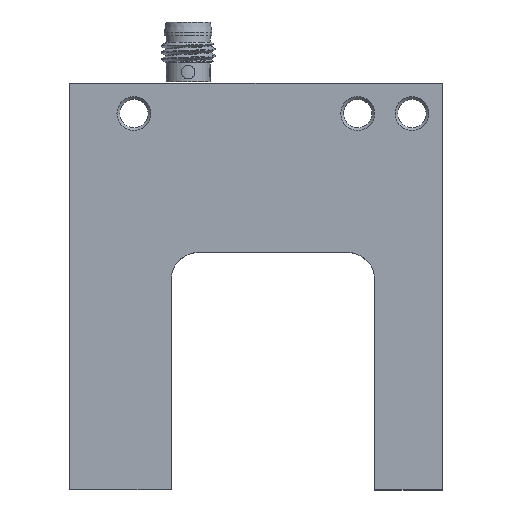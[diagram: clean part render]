
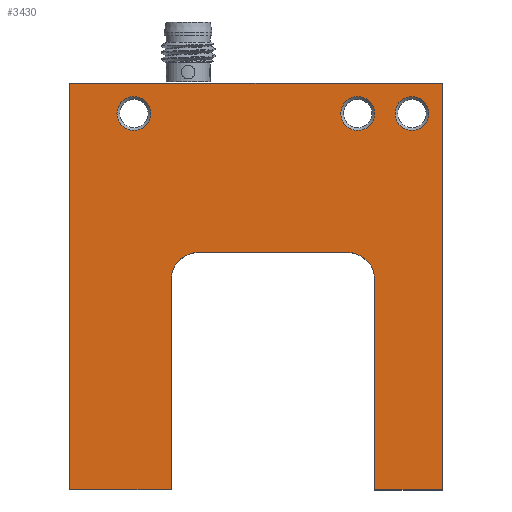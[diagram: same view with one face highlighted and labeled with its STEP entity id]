
A CAD part, top view. The second image highlights one B-rep face of the part: STEP entity #3430.
In plain terms, the highlighted planar face has unit normal (0, 0, 1).
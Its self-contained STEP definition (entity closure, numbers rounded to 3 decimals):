
#3171 = EDGE_CURVE ( 'NONE', #3185, #3187, #4892, .T. ) ;
#3185 = VERTEX_POINT ( 'NONE', #4926 ) ;
#3187 = VERTEX_POINT ( 'NONE', #5207 ) ;
#3213 = EDGE_CURVE ( 'NONE', #3455, #3471, #5175, .T. ) ;
#3322 = VERTEX_POINT ( 'NONE', #5143 ) ;
#3325 = VERTEX_POINT ( 'NONE', #5133 ) ;
#3332 = EDGE_LOOP ( 'NONE', ( #3955, #3954 ) ) ;
#3345 = EDGE_CURVE ( 'NONE', #3325, #3322, #5348, .T. ) ;
#3363 = EDGE_CURVE ( 'NONE', #3365, #3378, #5308, .T. ) ;
#3365 = VERTEX_POINT ( 'NONE', #5295 ) ;
#3378 = VERTEX_POINT ( 'NONE', #5297 ) ;
#3413 = EDGE_CURVE ( 'NONE', #3322, #3325, #5536, .T. ) ;
#3428 = EDGE_CURVE ( 'NONE', #3187, #3185, #5577, .T. ) ;
#3430 = ADVANCED_FACE ( 'NONE', ( #5513, #5553, #5580, #5579 ), #5587, .F. ) ;
#3431 = ORIENTED_EDGE ( 'NONE', *, *, #3428, .T. ) ;
#3436 = EDGE_CURVE ( 'NONE', #3455, #3653, #5483, .T. ) ;
#3439 = ORIENTED_EDGE ( 'NONE', *, *, #3171, .T. ) ;
#3445 = EDGE_LOOP ( 'NONE', ( #3439, #3431 ) ) ;
#3455 = VERTEX_POINT ( 'NONE', #5627 ) ;
#3471 = VERTEX_POINT ( 'NONE', #5731 ) ;
#3488 = VERTEX_POINT ( 'NONE', #5647 ) ;
#3496 = EDGE_CURVE ( 'NONE', #3488, #3517, #5750, .T. ) ;
#3510 = VERTEX_POINT ( 'NONE', #5930 ) ;
#3511 = EDGE_CURVE ( 'NONE', #3558, #3510, #5964, .T. ) ;
#3517 = VERTEX_POINT ( 'NONE', #5890 ) ;
#3526 = EDGE_CURVE ( 'NONE', #3510, #3601, #5882, .T. ) ;
#3546 = EDGE_CURVE ( 'NONE', #3378, #3365, #5814, .T. ) ;
#3558 = VERTEX_POINT ( 'NONE', #6118 ) ;
#3573 = VERTEX_POINT ( 'NONE', #6156 ) ;
#3591 = EDGE_CURVE ( 'NONE', #3573, #3653, #6049, .T. ) ;
#3594 = EDGE_CURVE ( 'NONE', #3601, #3488, #6110, .T. ) ;
#3601 = VERTEX_POINT ( 'NONE', #6078 ) ;
#3624 = EDGE_CURVE ( 'NONE', #3646, #3573, #6145, .T. ) ;
#3646 = VERTEX_POINT ( 'NONE', #6239 ) ;
#3649 = EDGE_CURVE ( 'NONE', #3646, #3558, #6298, .T. ) ;
#3653 = VERTEX_POINT ( 'NONE', #6327 ) ;
#3810 = ORIENTED_EDGE ( 'NONE', *, *, #3526, .T. ) ;
#3906 = ORIENTED_EDGE ( 'NONE', *, *, #3591, .F. ) ;
#3907 = ORIENTED_EDGE ( 'NONE', *, *, #3413, .T. ) ;
#3909 = ORIENTED_EDGE ( 'NONE', *, *, #3345, .T. ) ;
#3939 = ORIENTED_EDGE ( 'NONE', *, *, #3436, .T. ) ;
#3949 = ORIENTED_EDGE ( 'NONE', *, *, #3952, .T. ) ;
#3950 = ORIENTED_EDGE ( 'NONE', *, *, #3624, .F. ) ;
#3952 = EDGE_CURVE ( 'NONE', #3517, #3471, #7171, .T. ) ;
#3953 = EDGE_LOOP ( 'NONE', ( #3909, #3907 ) ) ;
#3954 = ORIENTED_EDGE ( 'NONE', *, *, #3546, .T. ) ;
#3955 = ORIENTED_EDGE ( 'NONE', *, *, #3363, .T. ) ;
#3957 = ORIENTED_EDGE ( 'NONE', *, *, #3496, .T. ) ;
#3958 = ORIENTED_EDGE ( 'NONE', *, *, #3213, .F. ) ;
#3959 = ORIENTED_EDGE ( 'NONE', *, *, #3511, .T. ) ;
#3960 = EDGE_LOOP ( 'NONE', ( #3957, #3949, #3958, #3939, #3906, #3950, #3961, #3959, #3810, #3970 ) ) ;
#3961 = ORIENTED_EDGE ( 'NONE', *, *, #3649, .T. ) ;
#3970 = ORIENTED_EDGE ( 'NONE', *, *, #3594, .T. ) ;
#4842 = DIRECTION ( 'NONE',  ( 0., 1., 0. ) ) ;
#4843 = DIRECTION ( 'NONE',  ( 0., 0., -1. ) ) ;
#4844 = AXIS2_PLACEMENT_3D ( 'NONE', #4847, #4843, #4842 ) ;
#4847 = CARTESIAN_POINT ( 'NONE',  ( -23., -4.5, 0. ) ) ;
#4892 = CIRCLE ( 'NONE', #4844, 2.5 ) ;
#4926 = CARTESIAN_POINT ( 'NONE',  ( -23., -7., 0. ) ) ;
#5133 = CARTESIAN_POINT ( 'NONE',  ( 10., -7., 0. ) ) ;
#5143 = CARTESIAN_POINT ( 'NONE',  ( 10., -2., 0. ) ) ;
#5165 = DIRECTION ( 'NONE',  ( -1., 0., 0. ) ) ;
#5166 = VECTOR ( 'NONE', #5165, 1000. ) ;
#5167 = CARTESIAN_POINT ( 'NONE',  ( -68.451, -60., 0. ) ) ;
#5175 = LINE ( 'NONE', #5167, #5166 ) ;
#5207 = CARTESIAN_POINT ( 'NONE',  ( -23., -2., 0. ) ) ;
#5290 = DIRECTION ( 'NONE',  ( 0., 1., 0. ) ) ;
#5291 = DIRECTION ( 'NONE',  ( 0., 0., -1. ) ) ;
#5292 = CARTESIAN_POINT ( 'NONE',  ( 18., -4.5, 0. ) ) ;
#5295 = CARTESIAN_POINT ( 'NONE',  ( 18., -7., 0. ) ) ;
#5297 = CARTESIAN_POINT ( 'NONE',  ( 18., -2., 0. ) ) ;
#5302 = AXIS2_PLACEMENT_3D ( 'NONE', #5292, #5291, #5290 ) ;
#5308 = CIRCLE ( 'NONE', #5302, 2.5 ) ;
#5342 = DIRECTION ( 'NONE',  ( 0., 1., 0. ) ) ;
#5343 = DIRECTION ( 'NONE',  ( 0., 0., -1. ) ) ;
#5344 = CARTESIAN_POINT ( 'NONE',  ( 10., -4.5, 0. ) ) ;
#5345 = AXIS2_PLACEMENT_3D ( 'NONE', #5344, #5343, #5342 ) ;
#5348 = CIRCLE ( 'NONE', #5345, 2.5 ) ;
#5440 = CARTESIAN_POINT ( 'NONE',  ( -68.451, -30., 0. ) ) ;
#5441 = DIRECTION ( 'NONE',  ( 0., 1., 0. ) ) ;
#5479 = DIRECTION ( 'NONE',  ( 0., 1., 0. ) ) ;
#5480 = VECTOR ( 'NONE', #5479, 1000. ) ;
#5481 = CARTESIAN_POINT ( 'NONE',  ( 22.5, -30., 0. ) ) ;
#5483 = LINE ( 'NONE', #5481, #5480 ) ;
#5495 = DIRECTION ( 'NONE',  ( 0., 1., 0. ) ) ;
#5507 = DIRECTION ( 'NONE',  ( 0., 0., -1. ) ) ;
#5513 = FACE_BOUND ( 'NONE', #3445, .T. ) ;
#5536 = CIRCLE ( 'NONE', #5551, 2.5 ) ;
#5547 = DIRECTION ( 'NONE',  ( 0., 1., 0. ) ) ;
#5548 = DIRECTION ( 'NONE',  ( 0., 0., -1. ) ) ;
#5551 = AXIS2_PLACEMENT_3D ( 'NONE', #5556, #5507, #5495 ) ;
#5553 = FACE_BOUND ( 'NONE', #3332, .T. ) ;
#5556 = CARTESIAN_POINT ( 'NONE',  ( 10., -4.5, 0. ) ) ;
#5573 = DIRECTION ( 'NONE',  ( 0., 1., 0. ) ) ;
#5574 = DIRECTION ( 'NONE',  ( 0., 0., -1. ) ) ;
#5575 = CARTESIAN_POINT ( 'NONE',  ( -23., -4.5, 0. ) ) ;
#5576 = AXIS2_PLACEMENT_3D ( 'NONE', #5575, #5574, #5573 ) ;
#5577 = CIRCLE ( 'NONE', #5576, 2.5 ) ;
#5578 = AXIS2_PLACEMENT_3D ( 'NONE', #5440, #5548, #5547 ) ;
#5579 = FACE_OUTER_BOUND ( 'NONE', #3960, .T. ) ;
#5580 = FACE_BOUND ( 'NONE', #3953, .T. ) ;
#5587 = PLANE ( 'NONE',  #5578 ) ;
#5627 = CARTESIAN_POINT ( 'NONE',  ( 22.5, -60., 0. ) ) ;
#5647 = CARTESIAN_POINT ( 'NONE',  ( 8.5, -25., 0. ) ) ;
#5731 = CARTESIAN_POINT ( 'NONE',  ( 12.5, -60., 0. ) ) ;
#5750 = CIRCLE ( 'NONE', #5778, 4. ) ;
#5773 = DIRECTION ( 'NONE',  ( 0., 1., 0. ) ) ;
#5776 = DIRECTION ( 'NONE',  ( 0., 0., -1. ) ) ;
#5777 = CARTESIAN_POINT ( 'NONE',  ( 8.5, -29., 0. ) ) ;
#5778 = AXIS2_PLACEMENT_3D ( 'NONE', #5777, #5776, #5773 ) ;
#5812 = DIRECTION ( 'NONE',  ( 0., 0., -1. ) ) ;
#5813 = AXIS2_PLACEMENT_3D ( 'NONE', #5817, #5812, #5441 ) ;
#5814 = CIRCLE ( 'NONE', #5813, 2.5 ) ;
#5817 = CARTESIAN_POINT ( 'NONE',  ( 18., -4.5, 0. ) ) ;
#5878 = DIRECTION ( 'NONE',  ( 0., 1., 0. ) ) ;
#5879 = VECTOR ( 'NONE', #5878, 1000. ) ;
#5880 = CARTESIAN_POINT ( 'NONE',  ( -17.5, -30., 0. ) ) ;
#5882 = CIRCLE ( 'NONE', #5991, 4. ) ;
#5890 = CARTESIAN_POINT ( 'NONE',  ( 12.5, -29., 0. ) ) ;
#5930 = CARTESIAN_POINT ( 'NONE',  ( -17.5, -29., 0. ) ) ;
#5964 = LINE ( 'NONE', #5880, #5879 ) ;
#5989 = DIRECTION ( 'NONE',  ( 0., 1., 0. ) ) ;
#5990 = DIRECTION ( 'NONE',  ( 0., 0., -1. ) ) ;
#5991 = AXIS2_PLACEMENT_3D ( 'NONE', #5994, #5990, #5989 ) ;
#5994 = CARTESIAN_POINT ( 'NONE',  ( -13.5, -29., 0. ) ) ;
#6048 = CARTESIAN_POINT ( 'NONE',  ( -68.451, 0., 0. ) ) ;
#6049 = LINE ( 'NONE', #6048, #6113 ) ;
#6078 = CARTESIAN_POINT ( 'NONE',  ( -13.5, -25., 0. ) ) ;
#6105 = DIRECTION ( 'NONE',  ( 1., 0., 0. ) ) ;
#6106 = VECTOR ( 'NONE', #6105, 1000. ) ;
#6109 = CARTESIAN_POINT ( 'NONE',  ( -68.451, -25., 0. ) ) ;
#6110 = LINE ( 'NONE', #6109, #6106 ) ;
#6112 = DIRECTION ( 'NONE',  ( 1., 0., 0. ) ) ;
#6113 = VECTOR ( 'NONE', #6112, 1000. ) ;
#6118 = CARTESIAN_POINT ( 'NONE',  ( -17.5, -60., 0. ) ) ;
#6133 = DIRECTION ( 'NONE',  ( 0., 1., 0. ) ) ;
#6134 = VECTOR ( 'NONE', #6133, 1000. ) ;
#6145 = LINE ( 'NONE', #6147, #6134 ) ;
#6147 = CARTESIAN_POINT ( 'NONE',  ( -32.5, -30., 0. ) ) ;
#6156 = CARTESIAN_POINT ( 'NONE',  ( -32.5, 0., 0. ) ) ;
#6239 = CARTESIAN_POINT ( 'NONE',  ( -32.5, -60., 0. ) ) ;
#6298 = LINE ( 'NONE', #6367, #6374 ) ;
#6327 = CARTESIAN_POINT ( 'NONE',  ( 22.5, 0., 0. ) ) ;
#6366 = DIRECTION ( 'NONE',  ( 1., 0., 0. ) ) ;
#6367 = CARTESIAN_POINT ( 'NONE',  ( -68.451, -60., 0. ) ) ;
#6374 = VECTOR ( 'NONE', #6366, 1000. ) ;
#7168 = DIRECTION ( 'NONE',  ( 0., -1., 0. ) ) ;
#7169 = VECTOR ( 'NONE', #7168, 1000. ) ;
#7170 = CARTESIAN_POINT ( 'NONE',  ( 12.5, -30., 0. ) ) ;
#7171 = LINE ( 'NONE', #7170, #7169 ) ;
